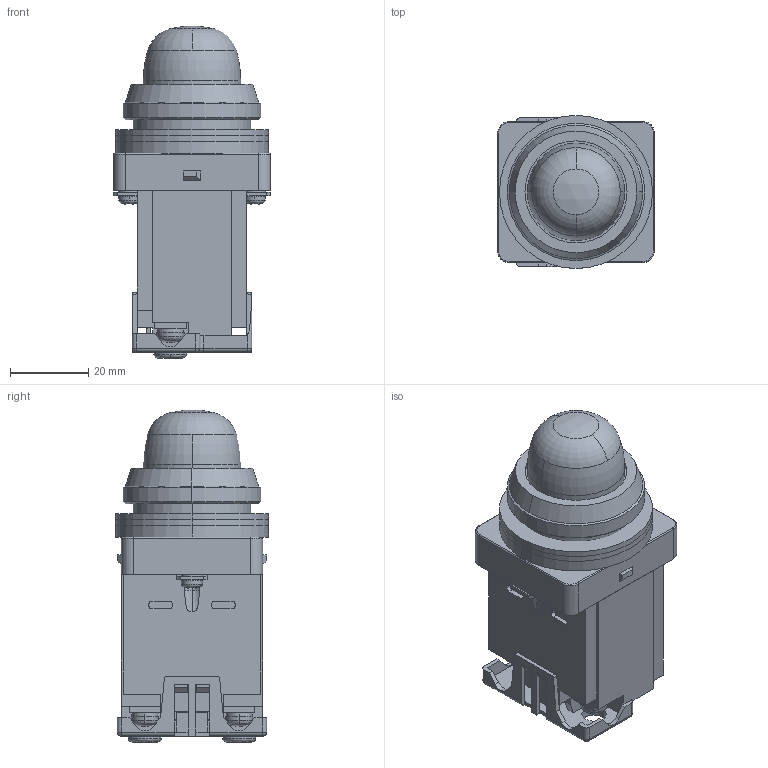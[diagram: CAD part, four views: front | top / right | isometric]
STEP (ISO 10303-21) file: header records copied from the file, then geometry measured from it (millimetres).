
FILE_DESCRIPTION (( 'STEP AP203' ), '1' );
FILE_NAME ('OUTSIDE-APN1_6DN.STEP', '2017-03-14T07:24:45', ( '' ), ( '' ), 'SwSTEP 2.0', 'SolidWorks 2014', '' );
FILE_SCHEMA (( 'CONFIG_CONTROL_DESIGN' ));
Length unit declared in the file: millimetre
Products named in the file (7): OUTSIDE-APN1_6DN; OUTSIDE-OW-12; OUTSIDE-TWR-0_6N_APN—p; OUTSIDE-OW-11; OUTSIDE-N-VL3; OUTSIDE-APN本体_トランス用; OUTSIDE-OG-11
Assembly tree (7 placements, depth 2):
  OUTSIDE-APN1_6DN
    OUTSIDE-APN本体_トランス用
    OUTSIDE-OW-12
    OUTSIDE-OW-11  x2
    OUTSIDE-OG-11
    OUTSIDE-TWR-0_6N_APN—p
    OUTSIDE-N-VL3
Bounding box: 40 x 39 x 84.61 mm (x, y, z)
Volume: 78768.1 mm3; surface area: 26123.1 mm2
Topology: 10 solids, 10 shells, 393 faces, 1016 edges, 649 vertices
Faces by surface type: plane 221, cylinder 119, bspline 30, cone 14, torus 8, sphere 1
Entity records: 13408 total; most frequent: CARTESIAN_POINT 3101, DIRECTION 1995, ORIENTED_EDGE 1988, EDGE_CURVE 994, VECTOR 677, LINE 677, AXIS2_PLACEMENT_3D 659, VERTEX_POINT 641
